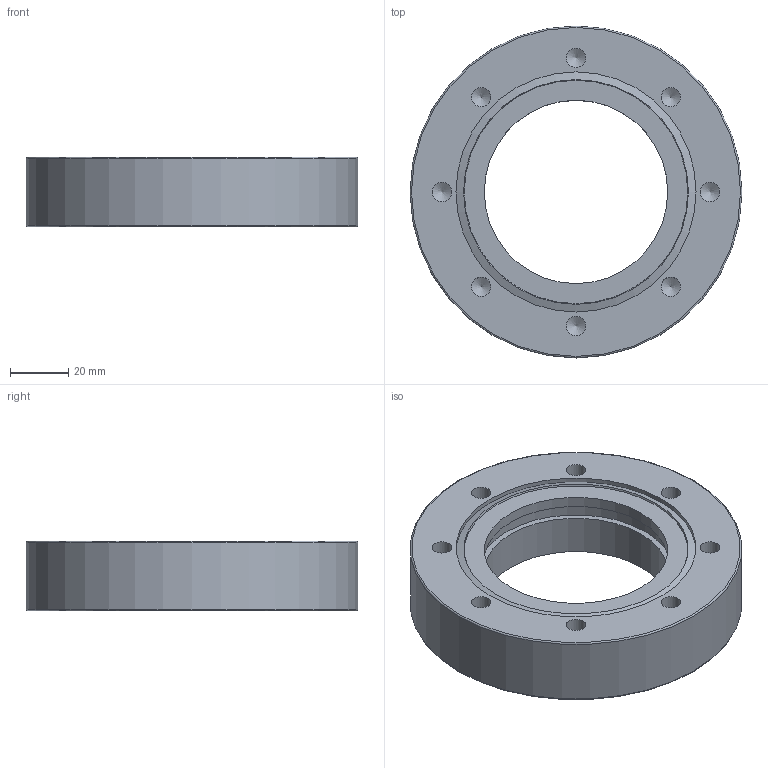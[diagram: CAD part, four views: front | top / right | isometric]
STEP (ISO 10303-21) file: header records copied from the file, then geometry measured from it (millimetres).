
FILE_DESCRIPTION((''),'2;1');
FILE_NAME('F63WF.stp','2009-03-13T09:39:20',('hasers'),(''),'Autodesk Inventor 2008','Autodesk Inventor 2008','');
FILE_SCHEMA(('AUTOMOTIVE_DESIGN { 1 0 10303 214 1 1 1 1 }'));
Length unit declared in the file: millimetre
Products named in the file (1): F63WF
Bounding box: 114 x 114 x 24 mm (x, y, z)
Volume: 160632.8 mm3; surface area: 31427.7 mm2
Topology: 1 solids, 1 shells, 30 faces, 71 edges, 46 vertices
Faces by surface type: bspline 18, plane 5, cylinder 3, torus 2, cone 2
Full cylindrical faces by diameter (mm): 67 x1, 82.5 x1, 114 x1
Entity records: 868 total; most frequent: CARTESIAN_POINT 397, DIRECTION 86, ORIENTED_EDGE 60, EDGE_LOOP 60, AXIS2_PLACEMENT_3D 43, VERTEX_POINT 30, CIRCLE 30, EDGE_CURVE 30
